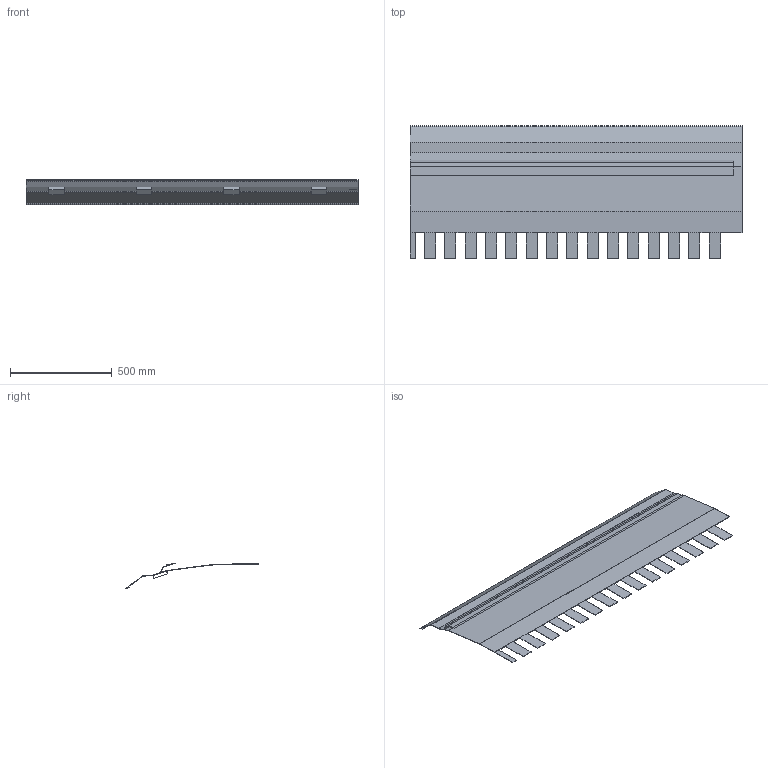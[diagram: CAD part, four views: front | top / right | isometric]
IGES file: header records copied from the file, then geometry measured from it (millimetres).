
Global section: file name: 61Htagfod.igs; native system: Rhinoceros ( Jan 18 2007 ); preprocessor: Trout Lake IGES 012 Jan 18 2007; date: 091009.104349; units: centimetre
Bounding box: 1632.67 x 650.55 x 125.2 mm (x, y, z)
Surface area: 2540537.7 mm2 (no closed solid volume)
Topology: 0 solids, 0 shells, 123 faces, 750 edges, 750 vertices
Faces by surface type: bspline 123
